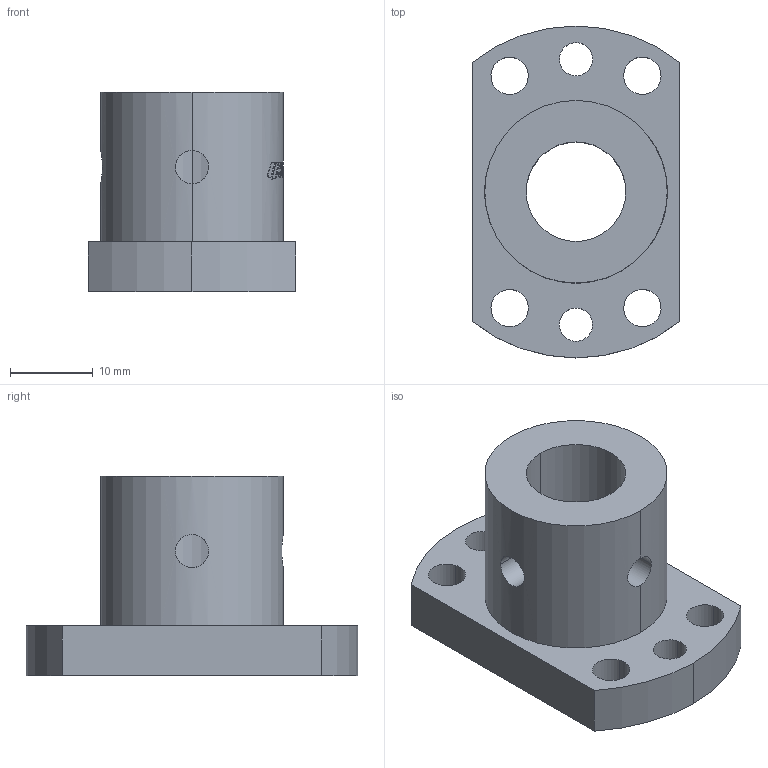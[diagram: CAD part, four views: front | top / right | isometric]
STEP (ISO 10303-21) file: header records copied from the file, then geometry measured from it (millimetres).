
FILE_DESCRIPTION(('STEP AP214'),'1');
FILE_NAME('HNBDC12.step','2020-09-14T15:35:04',(' '),(' '),'Spatial InterOp 3D',' ',' ');
FILE_SCHEMA(('automotive_design'));
Length unit declared in the file: millimetre
Products named in the file (1): 1
Bounding box: 25 x 40 x 24 mm (x, y, z)
Volume: 9049.8 mm3; surface area: 4877.5 mm2
Topology: 1 solids, 1 shells, 93 faces, 258 edges, 172 vertices
Faces by surface type: cylinder 50, plane 43
Entity records: 4370 total; most frequent: CARTESIAN_POINT 1166, ORIENTED_EDGE 516, DIRECTION 510, EDGE_CURVE 258, AXIS2_PLACEMENT_3D 210, VERTEX_POINT 172, EDGE_LOOP 116, STYLED_ITEM 94
